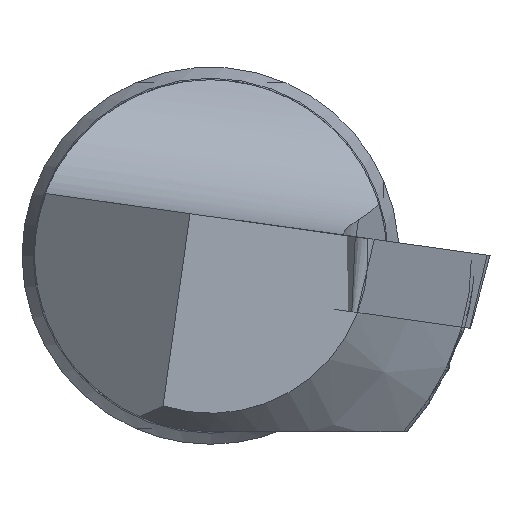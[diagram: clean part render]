
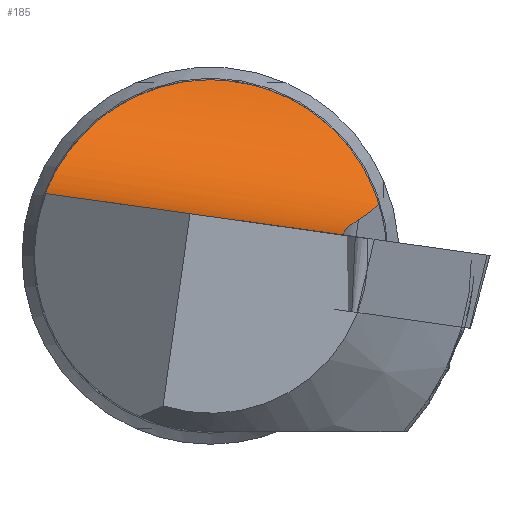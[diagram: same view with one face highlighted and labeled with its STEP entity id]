
A CAD part, left-side view. The second image highlights one B-rep face of the part: STEP entity #185.
In plain terms, the highlighted cylindrical face has radius 6 mm (diameter 12 mm), a partial arc.
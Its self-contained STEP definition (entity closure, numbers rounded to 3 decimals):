
#27=ELLIPSE('',#792,6.928,6.);
#43=B_SPLINE_CURVE_WITH_KNOTS('',3,(#1328,#1329,#1330,#1331,#1332,#1333,
#1334,#1335,#1336,#1337,#1338,#1339,#1340,#1341),.UNSPECIFIED.,.F.,.F.,
(4,2,2,2,2,2,4),(0.,0.125,0.25,0.5,0.625,0.75,1.),.UNSPECIFIED.);
#46=B_SPLINE_CURVE_WITH_KNOTS('',3,(#1380,#1381,#1382,#1383,#1384,#1385,
#1386,#1387,#1388,#1389),.UNSPECIFIED.,.F.,.F.,(4,3,3,4),(0.,0.346,
0.692,1.),.UNSPECIFIED.);
#80=CYLINDRICAL_SURFACE('',#793,6.);
#185=ADVANCED_FACE('',(#237),#80,.F.);
#237=FACE_OUTER_BOUND('',#293,.T.);
#293=EDGE_LOOP('',(#449,#450,#451,#452));
#449=ORIENTED_EDGE('',*,*,#637,.T.);
#450=ORIENTED_EDGE('',*,*,#643,.T.);
#451=ORIENTED_EDGE('',*,*,#644,.F.);
#452=ORIENTED_EDGE('',*,*,#627,.T.);
#547=VERTEX_POINT('',#1327);
#548=VERTEX_POINT('',#1342);
#553=VERTEX_POINT('',#1367);
#555=VERTEX_POINT('',#1390);
#627=EDGE_CURVE('',#548,#547,#43,.T.);
#637=EDGE_CURVE('',#547,#553,#677,.T.);
#643=EDGE_CURVE('',#553,#555,#46,.T.);
#644=EDGE_CURVE('',#548,#555,#27,.T.);
#677=LINE('',#1368,#711);
#711=VECTOR('',#961,1.);
#792=AXIS2_PLACEMENT_3D('',#1391,#981,#982);
#793=AXIS2_PLACEMENT_3D('',#1392,#983,#984);
#961=DIRECTION('',(0.,-0.99,-0.139));
#981=DIRECTION('',(0.5,0.858,0.121));
#982=DIRECTION('',(0.866,-0.495,-0.07));
#983=DIRECTION('',(0.,-0.99,-0.139));
#984=DIRECTION('',(0.,0.139,-0.99));
#1327=CARTESIAN_POINT('',(5.407,14.251,1.993));
#1328=CARTESIAN_POINT('',(8.916,3.656,1.648));
#1329=CARTESIAN_POINT('',(9.501,3.791,2.093));
#1330=CARTESIAN_POINT('',(9.974,4.023,2.64));
#1331=CARTESIAN_POINT('',(10.653,4.762,3.719));
#1332=CARTESIAN_POINT('',(10.863,5.271,4.245));
#1333=CARTESIAN_POINT('',(11.243,7.091,5.475));
#1334=CARTESIAN_POINT('',(11.248,8.673,5.792));
#1335=CARTESIAN_POINT('',(11.,10.823,5.363));
#1336=CARTESIAN_POINT('',(10.854,11.512,5.072));
#1337=CARTESIAN_POINT('',(10.325,12.662,4.317));
#1338=CARTESIAN_POINT('',(9.932,13.124,3.853));
#1339=CARTESIAN_POINT('',(8.377,14.103,2.581));
#1340=CARTESIAN_POINT('',(6.9,14.251,1.993));
#1341=CARTESIAN_POINT('',(5.407,14.251,1.993));
#1342=CARTESIAN_POINT('',(8.916,3.656,1.648));
#1367=CARTESIAN_POINT('',(5.407,4.606,0.637));
#1368=CARTESIAN_POINT('',(5.407,22.11,3.097));
#1380=CARTESIAN_POINT('',(5.407,4.606,0.637));
#1381=CARTESIAN_POINT('',(5.696,4.709,0.652));
#1382=CARTESIAN_POINT('',(6.006,4.764,0.682));
#1383=CARTESIAN_POINT('',(6.31,4.769,0.729));
#1384=CARTESIAN_POINT('',(6.613,4.774,0.776));
#1385=CARTESIAN_POINT('',(6.918,4.728,0.842));
#1386=CARTESIAN_POINT('',(7.202,4.64,0.92));
#1387=CARTESIAN_POINT('',(7.456,4.561,0.989));
#1388=CARTESIAN_POINT('',(7.699,4.447,1.069));
#1389=CARTESIAN_POINT('',(7.92,4.306,1.152));
#1390=CARTESIAN_POINT('',(7.92,4.306,1.152));
#1391=CARTESIAN_POINT('',(5.407,4.985,6.749));
#1392=CARTESIAN_POINT('',(5.407,21.275,9.039));
